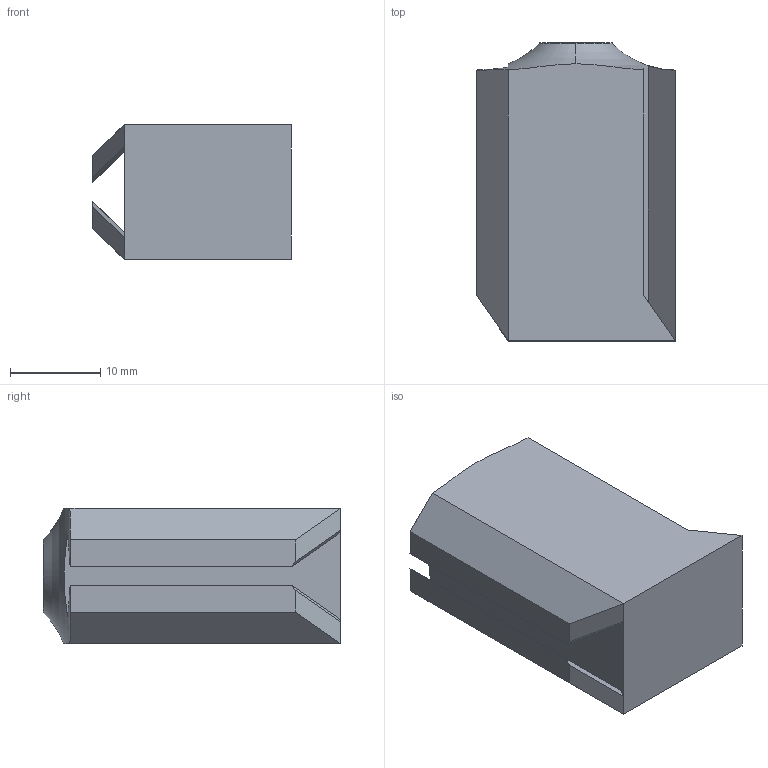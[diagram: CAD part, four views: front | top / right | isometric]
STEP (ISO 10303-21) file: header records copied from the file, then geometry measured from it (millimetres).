
FILE_DESCRIPTION (( 'STEP AP214' ), '1' );
FILE_NAME ('STEP file for modification.STEP', '2022-04-13T11:38:45', ( '' ), ( '' ), 'SwSTEP 2.0', 'SolidWorks 2021', '' );
FILE_SCHEMA (( 'AUTOMOTIVE_DESIGN' ));
Length unit declared in the file: millimetre
Products named in the file (1): STEP file for modification
Bounding box: 22 x 33 x 15 mm (x, y, z)
Volume: 7349.9 mm3; surface area: 3966 mm2
Topology: 1 solids, 1 shells, 96 faces, 256 edges, 168 vertices
Faces by surface type: plane 65, bspline 20, torus 5, cone 4, cylinder 2
Entity records: 3151 total; most frequent: CARTESIAN_POINT 882, ORIENTED_EDGE 512, DIRECTION 371, EDGE_CURVE 256, VECTOR 175, LINE 175, VERTEX_POINT 168, EDGE_LOOP 102
